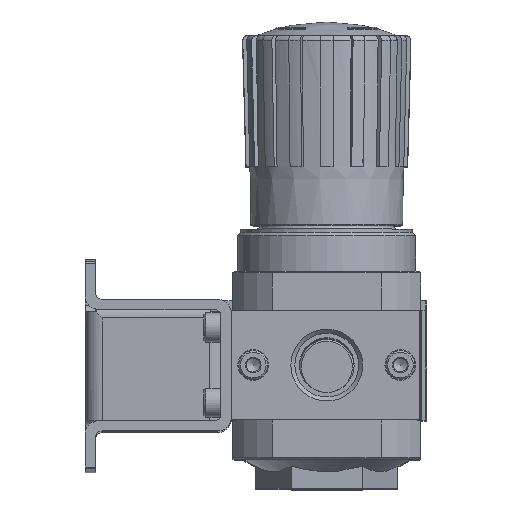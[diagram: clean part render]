
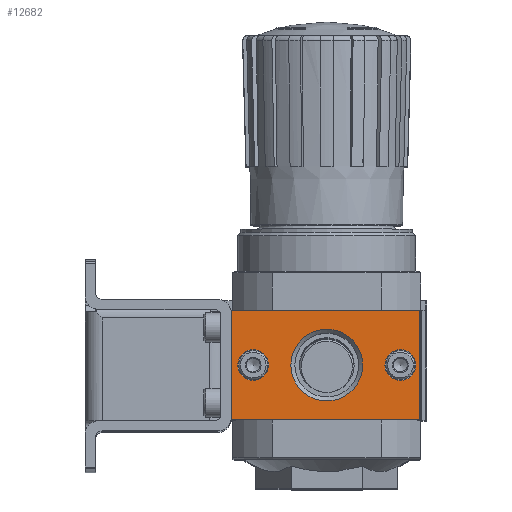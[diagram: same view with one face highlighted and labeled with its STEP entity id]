
A CAD part, top view. The second image highlights one B-rep face of the part: STEP entity #12682.
In plain terms, the highlighted face is planar.
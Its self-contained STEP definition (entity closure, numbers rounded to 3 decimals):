
#595=LINE('',#19707,#1327);
#599=LINE('',#19715,#1331);
#602=LINE('',#19721,#1334);
#604=LINE('',#19728,#1336);
#1327=VECTOR('',#15629,1000.);
#1331=VECTOR('',#15635,1000.);
#1334=VECTOR('',#15640,1000.);
#1336=VECTOR('',#15648,1000.);
#2019=PLANE('',#13661);
#3582=ORIENTED_EDGE('',*,*,#6165,.T.);
#3583=ORIENTED_EDGE('',*,*,#6166,.T.);
#3584=ORIENTED_EDGE('',*,*,#6167,.T.);
#3585=ORIENTED_EDGE('',*,*,#6153,.T.);
#3586=ORIENTED_EDGE('',*,*,#6157,.T.);
#3587=ORIENTED_EDGE('',*,*,#6160,.T.);
#3588=ORIENTED_EDGE('',*,*,#6164,.T.);
#6153=EDGE_CURVE('',#7549,#7548,#595,.T.);
#6157=EDGE_CURVE('',#7548,#7551,#599,.T.);
#6160=EDGE_CURVE('',#7551,#7553,#602,.T.);
#6164=EDGE_CURVE('',#7553,#7549,#604,.T.);
#6165=EDGE_CURVE('',#7556,#7556,#8487,.T.);
#6166=EDGE_CURVE('',#7557,#7557,#8488,.T.);
#6167=EDGE_CURVE('',#7558,#7558,#8489,.T.);
#7548=VERTEX_POINT('',#19706);
#7549=VERTEX_POINT('',#19708);
#7551=VERTEX_POINT('',#19714);
#7553=VERTEX_POINT('',#19720);
#7556=VERTEX_POINT('',#19731);
#7557=VERTEX_POINT('',#19733);
#7558=VERTEX_POINT('',#19735);
#8487=CIRCLE('',#13662,4.5);
#8488=CIRCLE('',#13663,4.5);
#8489=CIRCLE('',#13664,10.478);
#9139=EDGE_LOOP('',(#3582));
#9140=EDGE_LOOP('',(#3583));
#9141=EDGE_LOOP('',(#3584));
#9142=EDGE_LOOP('',(#3585,#3586,#3587,#3588));
#10028=FACE_BOUND('',#9139,.T.);
#10029=FACE_BOUND('',#9140,.T.);
#10030=FACE_BOUND('',#9141,.T.);
#10031=FACE_BOUND('',#9142,.T.);
#12682=ADVANCED_FACE('',(#10028,#10029,#10030,#10031),#2019,.T.);
#13661=AXIS2_PLACEMENT_3D('',#19729,#15649,#15650);
#13662=AXIS2_PLACEMENT_3D('',#19730,#15651,#15652);
#13663=AXIS2_PLACEMENT_3D('',#19732,#15653,#15654);
#13664=AXIS2_PLACEMENT_3D('',#19734,#15655,#15656);
#15629=DIRECTION('',(-1.,0.,0.));
#15635=DIRECTION('',(0.,0.,1.));
#15640=DIRECTION('',(1.,0.,0.));
#15648=DIRECTION('',(0.,0.,-1.));
#15649=DIRECTION('',(0.,1.,0.));
#15650=DIRECTION('',(0.,0.,1.));
#15651=DIRECTION('',(0.,-1.,0.));
#15652=DIRECTION('',(0.,0.,-1.));
#15653=DIRECTION('',(0.,-1.,0.));
#15654=DIRECTION('',(0.,0.,-1.));
#15655=DIRECTION('',(0.,-1.,0.));
#15656=DIRECTION('',(0.,0.,-1.));
#19706=CARTESIAN_POINT('',(-27.5,15.,-16.));
#19707=CARTESIAN_POINT('',(27.5,15.,-16.));
#19708=CARTESIAN_POINT('',(27.5,15.,-16.));
#19714=CARTESIAN_POINT('',(-27.5,15.,16.));
#19715=CARTESIAN_POINT('',(-27.5,15.,-16.));
#19720=CARTESIAN_POINT('',(27.5,15.,16.));
#19721=CARTESIAN_POINT('',(-27.5,15.,16.));
#19728=CARTESIAN_POINT('',(27.5,15.,16.));
#19729=CARTESIAN_POINT('',(0.,15.,0.));
#19730=CARTESIAN_POINT('',(-21.9,15.,0.));
#19731=CARTESIAN_POINT('',(-21.9,15.,-4.5));
#19732=CARTESIAN_POINT('',(21.1,15.,0.));
#19733=CARTESIAN_POINT('',(21.1,15.,-4.5));
#19734=CARTESIAN_POINT('',(-0.4,15.,0.));
#19735=CARTESIAN_POINT('',(-0.4,15.,-10.478));
